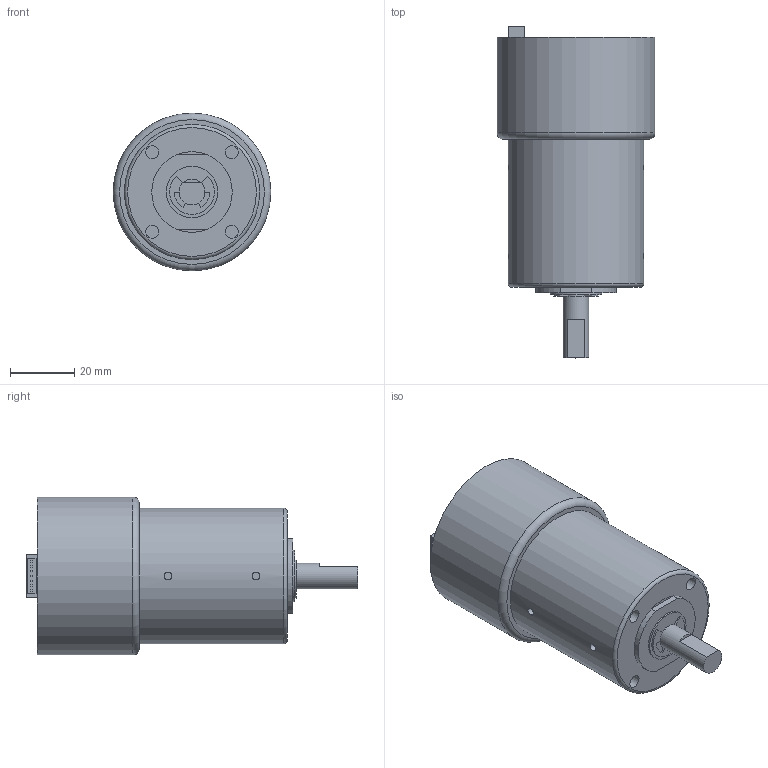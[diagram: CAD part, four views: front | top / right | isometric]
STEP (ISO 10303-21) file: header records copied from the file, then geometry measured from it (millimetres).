
FILE_DESCRIPTION((''),'2;1');
FILE_NAME('K42-4932 SERIES.stp','2015-02-26T17:49:17',('AHN'),(''),'Autodesk Inventor 2012','Autodesk Inventor 2012','');
FILE_SCHEMA(('CONFIG_CONTROL_DESIGN'));
Length unit declared in the file: millimetre
Products named in the file (1): k42-4932 BLDC
Bounding box: 49 x 103.1 x 49 mm (x, y, z)
Volume: 125111.7 mm3; surface area: 15681.9 mm2
Topology: 1 solids, 1 shells, 101 faces, 231 edges, 151 vertices
Faces by surface type: plane 77, cylinder 22, torus 2
Full cylindrical faces by diameter (mm): 2.4 x4, 4 x4, 8 x1, 16 x1, 42 x1, 49 x1
Entity records: 2810 total; most frequent: CARTESIAN_POINT 582, DIRECTION 454, ORIENTED_EDGE 412, EDGE_CURVE 206, VECTOR 154, LINE 154, AXIS2_PLACEMENT_3D 150, VERTEX_POINT 142
